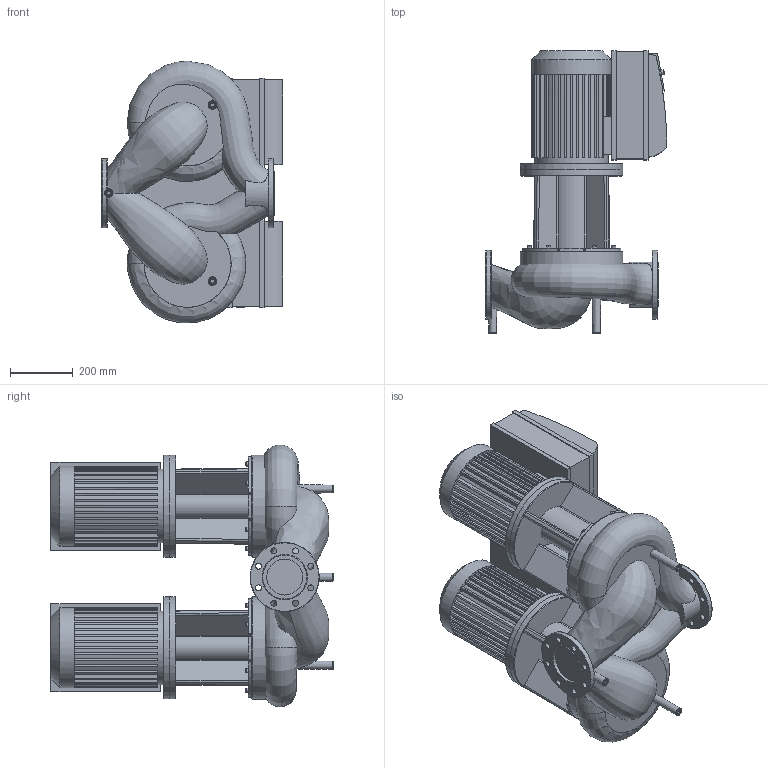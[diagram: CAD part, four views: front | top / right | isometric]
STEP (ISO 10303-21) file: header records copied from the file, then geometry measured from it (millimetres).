
FILE_DESCRIPTION(/* description */ (''),/* implementation_level */ '2;1');
FILE_NAME(/* name */ '3d_DL-E100_220-5_5_4R1-2159468.stp',/* time_stamp */ '2016-12-21T12:01:46+01:00',/* author */ ('Andrzej'),/* organization */ (''),/* preprocessor_version */ 'ST-DEVELOPER v15.5',/* originating_system */ 'AutoCAD Mechanical',/* authorisation */ '');
FILE_SCHEMA (('AUTOMOTIVE_DESIGN { 1 0 10303 214 3 1 1 }'));
Products named in the file (1): Product
Bounding box: 578 x 899.5 x 831.86 mm (x, y, z)
Volume: 131407950.9 mm3; surface area: 4814227.1 mm2
Topology: 21 solids, 21 shells, 1265 faces, 3193 edges, 2040 vertices
Faces by surface type: plane 890, cylinder 240, bspline 86, torus 34, cone 15
Full cylindrical faces by diameter (mm): 10 x4, 12 x3, 13 x16, 14 x8, 15 x2, 18 x2, 19 x16, 20 x2, 22 x2, 25 x2, 80 x2, 114.3 x2, 144.3 x1, 220 x2, 234 x2, 254 x2, 325 x4, 326 x2
Entity records: 57662 total; most frequent: CARTESIAN_POINT 27716, DIRECTION 6120, ORIENTED_EDGE 6084, EDGE_CURVE 3042, AXIS2_PLACEMENT_3D 2125, VERTEX_POINT 2012, LINE 1870, VECTOR 1870
